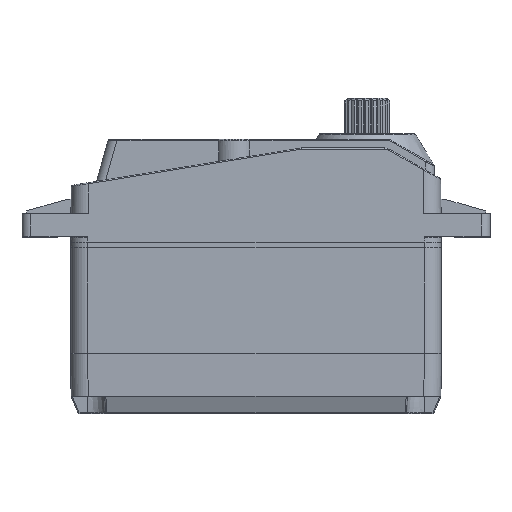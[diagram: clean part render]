
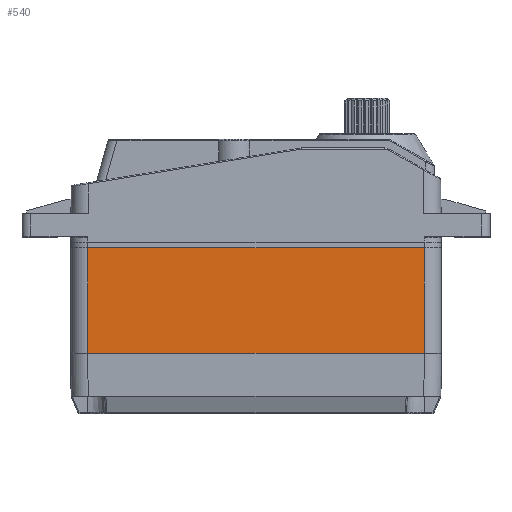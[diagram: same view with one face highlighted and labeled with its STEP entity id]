
A CAD part, top view. The second image highlights one B-rep face of the part: STEP entity #540.
In plain terms, the highlighted planar face has unit normal (0, 0, 1).
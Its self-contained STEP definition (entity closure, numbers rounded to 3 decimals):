
#540 = ADVANCED_FACE ( 'NONE', ( #21735 ), #15555, .T. ) ;
#1268 = CARTESIAN_POINT ( 'NONE',  ( -29.5, -21., 15. ) ) ;
#1342 = VERTEX_POINT ( 'NONE', #10164 ) ;
#1903 = VECTOR ( 'NONE', #8913, 1000. ) ;
#2085 = VECTOR ( 'NONE', #7935, 1000. ) ;
#2720 = ORIENTED_EDGE ( 'NONE', *, *, #3393, .T. ) ;
#2933 = DIRECTION ( 'NONE',  ( 0., -1., 0. ) ) ;
#3393 = EDGE_CURVE ( 'NONE', #24439, #1342, #14261, .T. ) ;
#3953 = ORIENTED_EDGE ( 'NONE', *, *, #4540, .F. ) ;
#4540 = EDGE_CURVE ( 'NONE', #8510, #22069, #15342, .T. ) ;
#5026 = DIRECTION ( 'NONE',  ( 0., 0., 1. ) ) ;
#5722 = CARTESIAN_POINT ( 'NONE',  ( 29.5, -2.5, 15. ) ) ;
#6300 = CARTESIAN_POINT ( 'NONE',  ( -29.5, -2.5, 15. ) ) ;
#7025 = LINE ( 'NONE', #14853, #1903 ) ;
#7935 = DIRECTION ( 'NONE',  ( 0., -1., 0. ) ) ;
#8510 = VERTEX_POINT ( 'NONE', #5722 ) ;
#8600 = CARTESIAN_POINT ( 'NONE',  ( 29.5, -2.5, 15. ) ) ;
#8913 = DIRECTION ( 'NONE',  ( 1., 0., 0. ) ) ;
#9926 = AXIS2_PLACEMENT_3D ( 'NONE', #21480, #5026, #19457 ) ;
#10164 = CARTESIAN_POINT ( 'NONE',  ( -29.5, -21., 15. ) ) ;
#12272 = EDGE_CURVE ( 'NONE', #24439, #8510, #7025, .T. ) ;
#14261 = LINE ( 'NONE', #6300, #2085 ) ;
#14853 = CARTESIAN_POINT ( 'NONE',  ( -29.5, -2.5, 15. ) ) ;
#15342 = LINE ( 'NONE', #8600, #24017 ) ;
#15555 = PLANE ( 'NONE',  #9926 ) ;
#16213 = VECTOR ( 'NONE', #21751, 1000. ) ;
#17169 = ORIENTED_EDGE ( 'NONE', *, *, #21704, .T. ) ;
#19457 = DIRECTION ( 'NONE',  ( 1., 0., 0. ) ) ;
#20131 = LINE ( 'NONE', #1268, #16213 ) ;
#21282 = CARTESIAN_POINT ( 'NONE',  ( 29.5, -21., 15. ) ) ;
#21480 = CARTESIAN_POINT ( 'NONE',  ( -32.5, -31., 15. ) ) ;
#21704 = EDGE_CURVE ( 'NONE', #1342, #22069, #20131, .T. ) ;
#21735 = FACE_OUTER_BOUND ( 'NONE', #22718, .T. ) ;
#21751 = DIRECTION ( 'NONE',  ( 1., 0., 0. ) ) ;
#21839 = CARTESIAN_POINT ( 'NONE',  ( -29.5, -2.5, 15. ) ) ;
#22069 = VERTEX_POINT ( 'NONE', #21282 ) ;
#22718 = EDGE_LOOP ( 'NONE', ( #17169, #3953, #23554, #2720 ) ) ;
#23554 = ORIENTED_EDGE ( 'NONE', *, *, #12272, .F. ) ;
#24017 = VECTOR ( 'NONE', #2933, 1000. ) ;
#24439 = VERTEX_POINT ( 'NONE', #21839 ) ;
